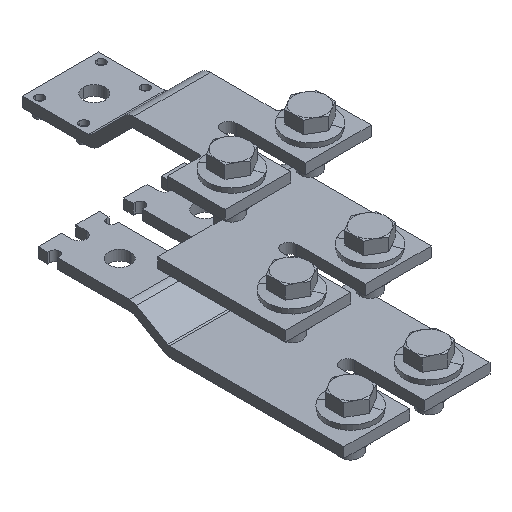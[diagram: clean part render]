
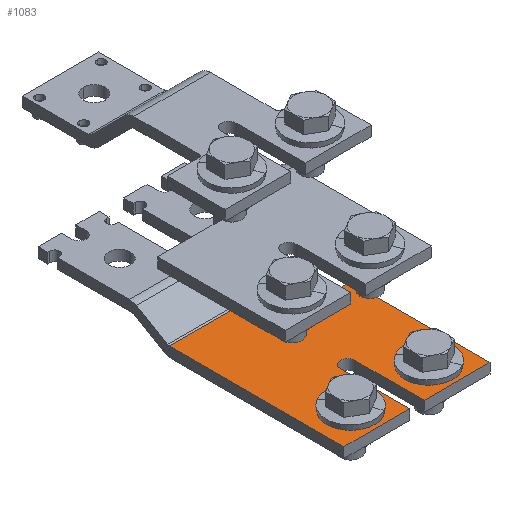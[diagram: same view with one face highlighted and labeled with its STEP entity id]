
A CAD part, isometric view. The second image highlights one B-rep face of the part: STEP entity #1083.
In plain terms, the highlighted planar face has unit normal (0, 0, 1).
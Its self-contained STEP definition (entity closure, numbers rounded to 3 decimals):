
#48=AXIS2_PLACEMENT_3D('Circle Axis2P3D',#46,#47,$) ;
#91=AXIS2_PLACEMENT_3D('Circle Axis2P3D',#89,#90,$) ;
#889=AXIS2_PLACEMENT_3D('Circle Axis2P3D',#887,#888,$) ;
#922=AXIS2_PLACEMENT_3D('Circle Axis2P3D',#920,#921,$) ;
#946=AXIS2_PLACEMENT_3D('Circle Axis2P3D',#944,#945,$) ;
#1001=AXIS2_PLACEMENT_3D('Circle Axis2P3D',#999,#1000,$) ;
#1050=AXIS2_PLACEMENT_3D('Plane Axis2P3D',#1047,#1048,#1049) ;
#46=CARTESIAN_POINT('Axis2P3D Location',(48.,-134.,-6.)) ;
#50=CARTESIAN_POINT('Vertex',(40.979,-130.165,-6.)) ;
#52=CARTESIAN_POINT('Vertex',(55.021,-137.835,-6.)) ;
#89=CARTESIAN_POINT('Axis2P3D Location',(48.,-134.,-6.)) ;
#247=CARTESIAN_POINT('Vertex',(20.,-68.,-6.)) ;
#250=CARTESIAN_POINT('Line Origine',(44.,-68.,-6.)) ;
#254=CARTESIAN_POINT('Vertex',(68.,-68.,-6.)) ;
#285=CARTESIAN_POINT('Vertex',(68.,-150.,-6.)) ;
#288=CARTESIAN_POINT('Line Origine',(48.625,-150.,-6.)) ;
#292=CARTESIAN_POINT('Vertex',(29.25,-150.,-6.)) ;
#319=CARTESIAN_POINT('Line Origine',(29.25,-129.625,-6.)) ;
#323=CARTESIAN_POINT('Vertex',(29.25,-109.25,-6.)) ;
#354=CARTESIAN_POINT('Vertex',(20.75,-109.25,-6.)) ;
#357=CARTESIAN_POINT('Line Origine',(20.75,-129.625,-6.)) ;
#361=CARTESIAN_POINT('Vertex',(20.75,-150.,-6.)) ;
#383=CARTESIAN_POINT('Line Origine',(1.375,-150.,-6.)) ;
#387=CARTESIAN_POINT('Vertex',(-18.,-150.,-6.)) ;
#853=CARTESIAN_POINT('Vertex',(-18.,-47.321,-6.)) ;
#856=CARTESIAN_POINT('Line Origine',(25.,-47.321,-6.)) ;
#860=CARTESIAN_POINT('Vertex',(18.,-47.321,-6.)) ;
#887=CARTESIAN_POINT('Axis2P3D Location',(2.,-134.,-6.)) ;
#891=CARTESIAN_POINT('Vertex',(-5.021,-130.165,-6.)) ;
#893=CARTESIAN_POINT('Vertex',(9.021,-137.835,-6.)) ;
#920=CARTESIAN_POINT('Axis2P3D Location',(2.,-134.,-6.)) ;
#944=CARTESIAN_POINT('Axis2P3D Location',(25.,-109.25,-6.)) ;
#968=CARTESIAN_POINT('Line Origine',(68.,-109.,-6.)) ;
#996=CARTESIAN_POINT('Vertex',(18.,-66.,-6.)) ;
#999=CARTESIAN_POINT('Axis2P3D Location',(20.,-66.,-6.)) ;
#1047=CARTESIAN_POINT('Axis2P3D Location',(68.,-150.,-6.)) ;
#1052=CARTESIAN_POINT('Line Origine',(18.,-56.66,-6.)) ;
#1057=CARTESIAN_POINT('Line Origine',(-18.,-98.66,-6.)) ;
#47=DIRECTION('Axis2P3D Direction',(0.,-0.,-1.)) ;
#90=DIRECTION('Axis2P3D Direction',(0.,-0.,-1.)) ;
#251=DIRECTION('Vector Direction',(-1.,0.,0.)) ;
#289=DIRECTION('Vector Direction',(-1.,0.,0.)) ;
#320=DIRECTION('Vector Direction',(0.,-1.,0.)) ;
#358=DIRECTION('Vector Direction',(0.,1.,0.)) ;
#384=DIRECTION('Vector Direction',(-1.,0.,0.)) ;
#857=DIRECTION('Vector Direction',(-1.,0.,0.)) ;
#888=DIRECTION('Axis2P3D Direction',(0.,-0.,-1.)) ;
#921=DIRECTION('Axis2P3D Direction',(0.,-0.,-1.)) ;
#945=DIRECTION('Axis2P3D Direction',(0.,0.,-1.)) ;
#969=DIRECTION('Vector Direction',(0.,1.,0.)) ;
#1000=DIRECTION('Axis2P3D Direction',(-0.,0.,-1.)) ;
#1048=DIRECTION('Axis2P3D Direction',(-0.,-0.,-1.)) ;
#1049=DIRECTION('Axis2P3D XDirection',(0.,-1.,0.)) ;
#1053=DIRECTION('Vector Direction',(0.,-1.,0.)) ;
#1058=DIRECTION('Vector Direction',(0.,1.,0.)) ;
#252=VECTOR('Line Direction',#251,1.) ;
#290=VECTOR('Line Direction',#289,1.) ;
#321=VECTOR('Line Direction',#320,1.) ;
#359=VECTOR('Line Direction',#358,1.) ;
#385=VECTOR('Line Direction',#384,1.) ;
#858=VECTOR('Line Direction',#857,1.) ;
#970=VECTOR('Line Direction',#969,1.) ;
#1054=VECTOR('Line Direction',#1053,1.) ;
#1059=VECTOR('Line Direction',#1058,1.) ;
#1063=ORIENTED_EDGE('',*,*,#972,.T.) ;
#1064=ORIENTED_EDGE('',*,*,#256,.T.) ;
#1065=ORIENTED_EDGE('',*,*,#1003,.T.) ;
#1066=ORIENTED_EDGE('',*,*,#1056,.F.) ;
#1067=ORIENTED_EDGE('',*,*,#862,.T.) ;
#1068=ORIENTED_EDGE('',*,*,#1061,.F.) ;
#1069=ORIENTED_EDGE('',*,*,#389,.F.) ;
#1070=ORIENTED_EDGE('',*,*,#363,.T.) ;
#1071=ORIENTED_EDGE('',*,*,#948,.T.) ;
#1072=ORIENTED_EDGE('',*,*,#325,.T.) ;
#1073=ORIENTED_EDGE('',*,*,#294,.F.) ;
#1076=ORIENTED_EDGE('',*,*,#54,.T.) ;
#1077=ORIENTED_EDGE('',*,*,#93,.T.) ;
#1080=ORIENTED_EDGE('',*,*,#895,.T.) ;
#1081=ORIENTED_EDGE('',*,*,#924,.T.) ;
#1078=FACE_BOUND('',#1075,.T.) ;
#1082=FACE_BOUND('',#1079,.T.) ;
#1083=ADVANCED_FACE('Hauptkoerper_nicht_benutzen',(#1074,#1078,#1082),#1051,.F.) ;
#49=CIRCLE('generated circle',#48,8.) ;
#92=CIRCLE('generated circle',#91,8.) ;
#890=CIRCLE('generated circle',#889,8.) ;
#923=CIRCLE('generated circle',#922,8.) ;
#947=CIRCLE('generated circle',#946,4.25) ;
#1002=CIRCLE('generated circle',#1001,2.) ;
#54=EDGE_CURVE('',#51,#53,#49,.T.) ;
#93=EDGE_CURVE('',#53,#51,#92,.T.) ;
#256=EDGE_CURVE('',#255,#248,#253,.T.) ;
#294=EDGE_CURVE('',#286,#293,#291,.T.) ;
#325=EDGE_CURVE('',#324,#293,#322,.T.) ;
#363=EDGE_CURVE('',#362,#355,#360,.T.) ;
#389=EDGE_CURVE('',#362,#388,#386,.T.) ;
#862=EDGE_CURVE('',#861,#854,#859,.T.) ;
#895=EDGE_CURVE('',#892,#894,#890,.T.) ;
#924=EDGE_CURVE('',#894,#892,#923,.T.) ;
#948=EDGE_CURVE('',#355,#324,#947,.T.) ;
#972=EDGE_CURVE('',#286,#255,#971,.T.) ;
#1003=EDGE_CURVE('',#248,#997,#1002,.T.) ;
#1056=EDGE_CURVE('',#861,#997,#1055,.T.) ;
#1061=EDGE_CURVE('',#388,#854,#1060,.T.) ;
#1062=EDGE_LOOP('',(#1063,#1064,#1065,#1066,#1067,#1068,#1069,#1070,#1071,#1072,#1073)) ;
#1075=EDGE_LOOP('',(#1076,#1077)) ;
#1079=EDGE_LOOP('',(#1080,#1081)) ;
#1074=FACE_OUTER_BOUND('',#1062,.T.) ;
#253=LINE('Line',#250,#252) ;
#291=LINE('Line',#288,#290) ;
#322=LINE('Line',#319,#321) ;
#360=LINE('Line',#357,#359) ;
#386=LINE('Line',#383,#385) ;
#859=LINE('Line',#856,#858) ;
#971=LINE('Line',#968,#970) ;
#1055=LINE('Line',#1052,#1054) ;
#1060=LINE('Line',#1057,#1059) ;
#1051=PLANE('Plane',#1050) ;
#51=VERTEX_POINT('',#50) ;
#53=VERTEX_POINT('',#52) ;
#248=VERTEX_POINT('',#247) ;
#255=VERTEX_POINT('',#254) ;
#286=VERTEX_POINT('',#285) ;
#293=VERTEX_POINT('',#292) ;
#324=VERTEX_POINT('',#323) ;
#355=VERTEX_POINT('',#354) ;
#362=VERTEX_POINT('',#361) ;
#388=VERTEX_POINT('',#387) ;
#854=VERTEX_POINT('',#853) ;
#861=VERTEX_POINT('',#860) ;
#892=VERTEX_POINT('',#891) ;
#894=VERTEX_POINT('',#893) ;
#997=VERTEX_POINT('',#996) ;
